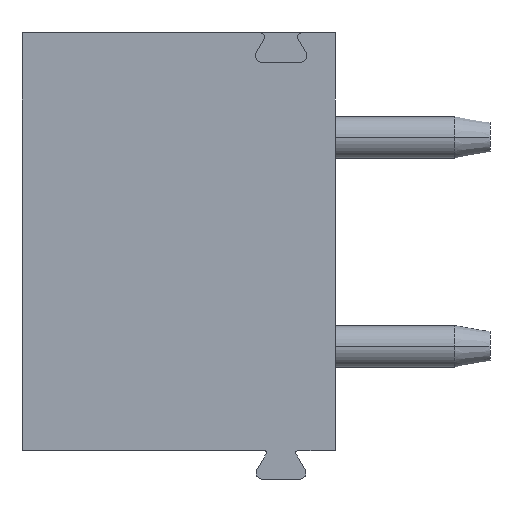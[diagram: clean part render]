
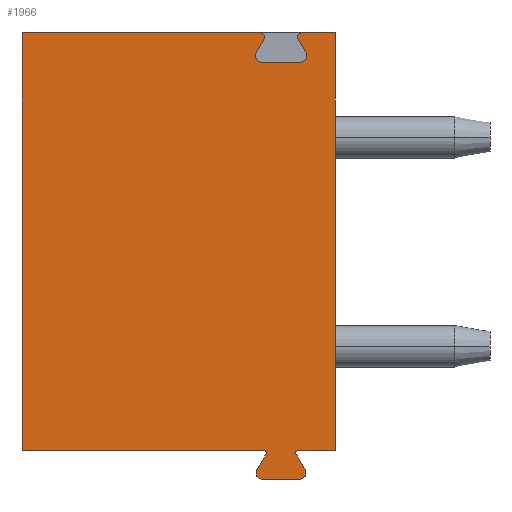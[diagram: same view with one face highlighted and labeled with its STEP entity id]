
A CAD part, front view. The second image highlights one B-rep face of the part: STEP entity #1966.
In plain terms, the highlighted planar face has unit normal (0, -1, 0).
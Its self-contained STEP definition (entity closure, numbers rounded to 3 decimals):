
#21=DIRECTION('',(1.,0.,0.));
#22=VECTOR('',#21,0.9);
#23=CARTESIAN_POINT('',(2.85,-5.,-2.5));
#24=LINE('',#23,#22);
#49=DIRECTION('',(1.,0.,0.));
#50=VECTOR('',#49,5.8);
#51=CARTESIAN_POINT('',(-3.75,-5.,-2.5));
#52=LINE('',#51,#50);
#89=CARTESIAN_POINT('',(2.948,-5.,7.4));
#90=DIRECTION('',(0.,-1.,0.));
#91=DIRECTION('',(0.,0.,1.));
#92=AXIS2_PLACEMENT_3D('',#89,#90,#91);
#94=CARTESIAN_POINT('',(2.85,-5.,-2.55));
#95=DIRECTION('',(0.,1.,0.));
#96=DIRECTION('',(-0.866,0.,-0.5));
#97=AXIS2_PLACEMENT_3D('',#94,#95,#96);
#99=DIRECTION('',(-0.5,0.,0.866));
#100=VECTOR('',#99,0.439);
#101=CARTESIAN_POINT('',(3.026,-5.,-2.955));
#102=LINE('',#101,#100);
#103=CARTESIAN_POINT('',(2.896,-5.,-3.03));
#104=DIRECTION('',(0.,-1.,0.));
#105=DIRECTION('',(0.,0.,-1.));
#106=AXIS2_PLACEMENT_3D('',#103,#104,#105);
#108=DIRECTION('',(1.,0.,0.));
#109=VECTOR('',#108,0.892);
#110=CARTESIAN_POINT('',(2.004,-5.,-3.18));
#111=LINE('',#110,#109);
#112=CARTESIAN_POINT('',(2.004,-5.,-3.03));
#113=DIRECTION('',(0.,-1.,0.));
#114=DIRECTION('',(-0.866,0.,0.5));
#115=AXIS2_PLACEMENT_3D('',#112,#113,#114);
#117=DIRECTION('',(-0.5,0.,-0.866));
#118=VECTOR('',#117,0.439);
#119=CARTESIAN_POINT('',(2.093,-5.,-2.575));
#120=LINE('',#119,#118);
#121=CARTESIAN_POINT('',(2.05,-5.,-2.55));
#122=DIRECTION('',(0.,1.,0.));
#123=DIRECTION('',(0.,0.,1.));
#124=AXIS2_PLACEMENT_3D('',#121,#122,#123);
#126=DIRECTION('',(0.,0.,1.));
#127=VECTOR('',#126,10.);
#128=CARTESIAN_POINT('',(-3.75,-5.,-2.5));
#129=LINE('',#128,#127);
#130=CARTESIAN_POINT('',(1.952,-5.,7.4));
#131=DIRECTION('',(0.,-1.,0.));
#132=DIRECTION('',(0.866,0.,-0.5));
#133=AXIS2_PLACEMENT_3D('',#130,#131,#132);
#135=DIRECTION('',(-0.5,0.,-0.866));
#136=VECTOR('',#135,0.375);
#137=CARTESIAN_POINT('',(2.038,-5.,7.35));
#138=LINE('',#137,#136);
#139=CARTESIAN_POINT('',(1.981,-5.,6.95));
#140=DIRECTION('',(0.,-1.,0.));
#141=DIRECTION('',(-0.866,0.,0.5));
#142=AXIS2_PLACEMENT_3D('',#139,#140,#141);
#144=DIRECTION('',(1.,0.,0.));
#145=VECTOR('',#144,0.939);
#146=CARTESIAN_POINT('',(1.981,-5.,6.8));
#147=LINE('',#146,#145);
#148=CARTESIAN_POINT('',(2.919,-5.,6.95));
#149=DIRECTION('',(0.,-1.,0.));
#150=DIRECTION('',(0.,0.,-1.));
#151=AXIS2_PLACEMENT_3D('',#148,#149,#150);
#153=DIRECTION('',(-0.5,0.,0.866));
#154=VECTOR('',#153,0.375);
#155=CARTESIAN_POINT('',(3.049,-5.,7.025));
#156=LINE('',#155,#154);
#169=DIRECTION('',(1.,0.,0.));
#170=VECTOR('',#169,5.702);
#171=CARTESIAN_POINT('',(-3.75,-5.,7.5));
#172=LINE('',#171,#170);
#197=DIRECTION('',(1.,0.,0.));
#198=VECTOR('',#197,0.802);
#199=CARTESIAN_POINT('',(2.948,-5.,7.5));
#200=LINE('',#199,#198);
#329=DIRECTION('',(0.,0.,1.));
#330=VECTOR('',#329,10.);
#331=CARTESIAN_POINT('',(3.75,-5.,-2.5));
#332=LINE('',#331,#330);
#1457=CARTESIAN_POINT('',(3.75,-5.,-2.5));
#1459=VERTEX_POINT('',#1457);
#1469=CARTESIAN_POINT('',(-3.75,-5.,-2.5));
#1470=VERTEX_POINT('',#1469);
#1471=CARTESIAN_POINT('',(3.75,-5.,7.5));
#1473=VERTEX_POINT('',#1471);
#1483=CARTESIAN_POINT('',(-3.75,-5.,7.5));
#1484=VERTEX_POINT('',#1483);
#1485=CARTESIAN_POINT('',(2.093,-5.,
-2.575));
#1486=CARTESIAN_POINT('',(1.874,-5.,
-2.955));
#1487=VERTEX_POINT('',#1485);
#1488=VERTEX_POINT('',#1486);
#1489=CARTESIAN_POINT('',(2.004,-5.,
-3.18));
#1490=VERTEX_POINT('',#1489);
#1491=CARTESIAN_POINT('',(2.896,-5.,
-3.18));
#1492=VERTEX_POINT('',#1491);
#1493=CARTESIAN_POINT('',(3.026,-5.,
-2.955));
#1494=VERTEX_POINT('',#1493);
#1495=CARTESIAN_POINT('',(2.807,-5.,
-2.575));
#1496=VERTEX_POINT('',#1495);
#1513=CARTESIAN_POINT('',(2.85,-5.,
-2.5));
#1514=VERTEX_POINT('',#1513);
#1515=CARTESIAN_POINT('',(2.05,-5.,
-2.5));
#1516=VERTEX_POINT('',#1515);
#1533=CARTESIAN_POINT('',(2.948,-5.,7.5));
#1534=VERTEX_POINT('',#1533);
#1535=CARTESIAN_POINT('',(1.952,-5.,7.5));
#1536=VERTEX_POINT('',#1535);
#1537=CARTESIAN_POINT('',(2.862,-5.,7.35));
#1538=VERTEX_POINT('',#1537);
#1539=CARTESIAN_POINT('',(2.038,-5.,7.35));
#1540=VERTEX_POINT('',#1539);
#1541=CARTESIAN_POINT('',(1.851,-5.,7.025));
#1542=VERTEX_POINT('',#1541);
#1543=CARTESIAN_POINT('',(1.981,-5.,6.8));
#1544=VERTEX_POINT('',#1543);
#1545=CARTESIAN_POINT('',(2.919,-5.,6.8));
#1546=VERTEX_POINT('',#1545);
#1547=CARTESIAN_POINT('',(3.049,-5.,7.025));
#1548=VERTEX_POINT('',#1547);
#1922=CARTESIAN_POINT('',(-3.75,-5.,-2.5));
#1923=DIRECTION('',(0.,-1.,0.));
#1924=DIRECTION('',(1.,0.,0.));
#1925=AXIS2_PLACEMENT_3D('',#1922,#1923,#1924);
#1926=PLANE('',#1925);
#1928=ORIENTED_EDGE('',*,*,#1927,.F.);
#1930=ORIENTED_EDGE('',*,*,#1929,.T.);
#1932=ORIENTED_EDGE('',*,*,#1931,.F.);
#1933=ORIENTED_EDGE('',*,*,#1864,.F.);
#1935=ORIENTED_EDGE('',*,*,#1934,.F.);
#1937=ORIENTED_EDGE('',*,*,#1936,.F.);
#1939=ORIENTED_EDGE('',*,*,#1938,.F.);
#1941=ORIENTED_EDGE('',*,*,#1940,.F.);
#1943=ORIENTED_EDGE('',*,*,#1942,.F.);
#1945=ORIENTED_EDGE('',*,*,#1944,.F.);
#1946=ORIENTED_EDGE('',*,*,#1914,.F.);
#1947=ORIENTED_EDGE('',*,*,#1878,.F.);
#1949=ORIENTED_EDGE('',*,*,#1948,.T.);
#1951=ORIENTED_EDGE('',*,*,#1950,.T.);
#1953=ORIENTED_EDGE('',*,*,#1952,.F.);
#1955=ORIENTED_EDGE('',*,*,#1954,.T.);
#1957=ORIENTED_EDGE('',*,*,#1956,.T.);
#1959=ORIENTED_EDGE('',*,*,#1958,.T.);
#1961=ORIENTED_EDGE('',*,*,#1960,.T.);
#1963=ORIENTED_EDGE('',*,*,#1962,.T.);
#1964=EDGE_LOOP('',(#1928,#1930,#1932,#1933,#1935,#1937,#1939,#1941,#1943,#1945,
#1946,#1947,#1949,#1951,#1953,#1955,#1957,#1959,#1961,#1963));
#1965=FACE_OUTER_BOUND('',#1964,.F.);
#93=CIRCLE('',#92,0.1);
#98=CIRCLE('',#97,0.05);
#107=CIRCLE('',#106,0.15);
#116=CIRCLE('',#115,0.15);
#125=CIRCLE('',#124,0.05);
#134=CIRCLE('',#133,0.1);
#143=CIRCLE('',#142,0.15);
#152=CIRCLE('',#151,0.15);
#1864=EDGE_CURVE('',#1514,#1459,#24,.T.);
#1878=EDGE_CURVE('',#1470,#1516,#52,.T.);
#1914=EDGE_CURVE('',#1516,#1487,#125,.T.);
#1927=EDGE_CURVE('',#1534,#1538,#93,.T.);
#1929=EDGE_CURVE('',#1534,#1473,#200,.T.);
#1931=EDGE_CURVE('',#1459,#1473,#332,.T.);
#1934=EDGE_CURVE('',#1496,#1514,#98,.T.);
#1936=EDGE_CURVE('',#1494,#1496,#102,.T.);
#1938=EDGE_CURVE('',#1492,#1494,#107,.T.);
#1940=EDGE_CURVE('',#1490,#1492,#111,.T.);
#1942=EDGE_CURVE('',#1488,#1490,#116,.T.);
#1944=EDGE_CURVE('',#1487,#1488,#120,.T.);
#1948=EDGE_CURVE('',#1470,#1484,#129,.T.);
#1950=EDGE_CURVE('',#1484,#1536,#172,.T.);
#1952=EDGE_CURVE('',#1540,#1536,#134,.T.);
#1954=EDGE_CURVE('',#1540,#1542,#138,.T.);
#1956=EDGE_CURVE('',#1542,#1544,#143,.T.);
#1958=EDGE_CURVE('',#1544,#1546,#147,.T.);
#1960=EDGE_CURVE('',#1546,#1548,#152,.T.);
#1962=EDGE_CURVE('',#1548,#1538,#156,.T.);
#1966=ADVANCED_FACE('',(#1965),#1926,.T.);
